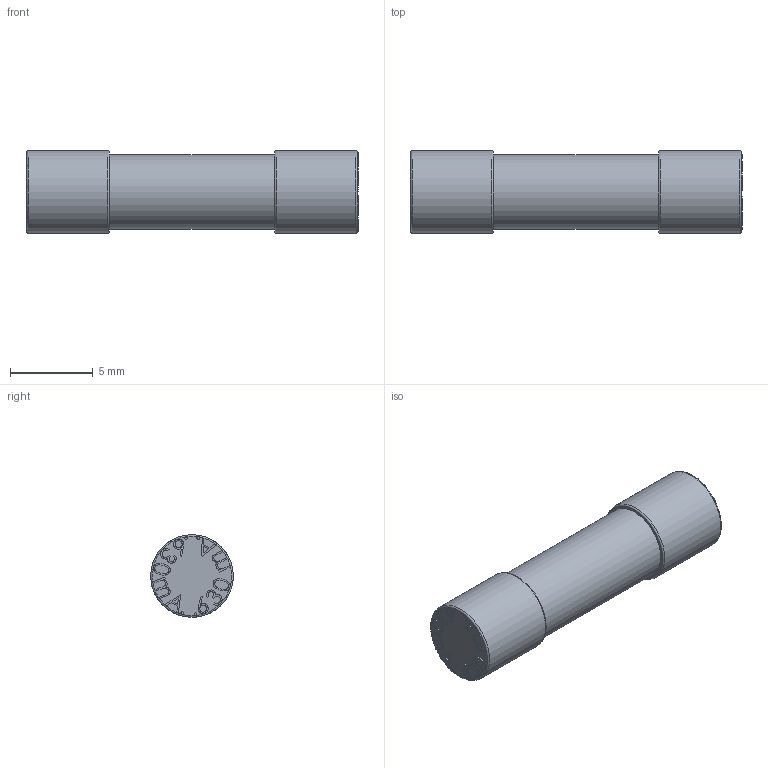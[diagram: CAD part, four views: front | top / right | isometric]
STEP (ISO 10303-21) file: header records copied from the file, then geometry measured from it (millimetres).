
FILE_DESCRIPTION (( 'STEP AP214' ), '1' );
FILE_NAME ('T52869.STEP', '2015-05-22T07:41:32', ( 'utente' ), ( '' ), 'SwSTEP 2.0', 'SolidWorks 2014', '' );
FILE_SCHEMA (( 'AUTOMOTIVE_DESIGN' ));
Length unit declared in the file: millimetre
Products named in the file (1): T52869
Bounding box: 20.1 x 5 x 5 mm (x, y, z)
Volume: 111.1 mm3; surface area: 912 mm2
Topology: 2 solids, 2 shells, 375 faces, 987 edges, 652 vertices
Faces by surface type: bspline 196, plane 168, cylinder 7, torus 4
Full cylindrical faces by diameter (mm): 0.2 x1, 4 x1, 4.5 x3, 5 x2
Entity records: 25653 total; most frequent: CARTESIAN_POINT 13984, ORIENTED_EDGE 1944, EDGE_CURVE 972, DIRECTION 956, VERTEX_POINT 648, VECTOR 532, LINE 532, EDGE_LOOP 424
